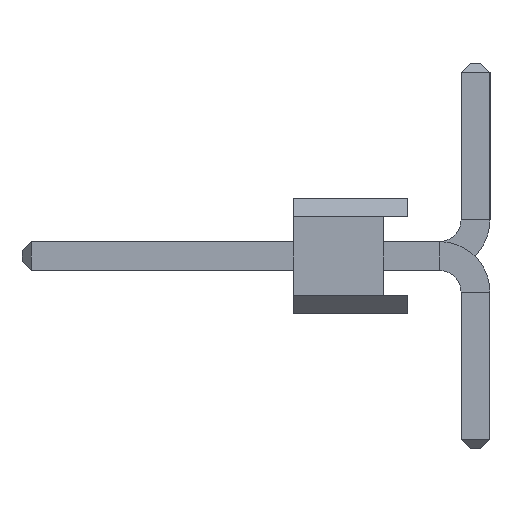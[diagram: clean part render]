
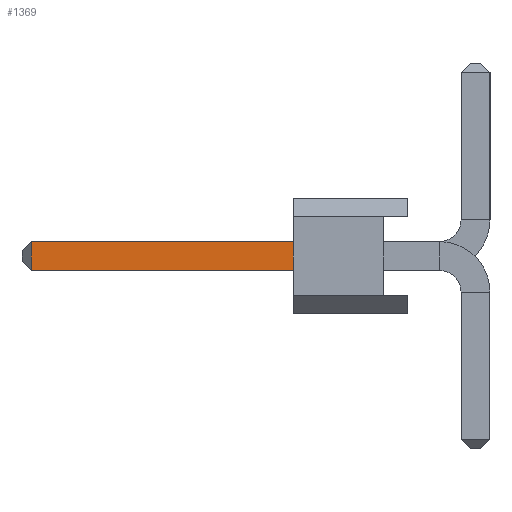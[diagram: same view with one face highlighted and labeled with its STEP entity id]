
A CAD part, left-side view. The second image highlights one B-rep face of the part: STEP entity #1369.
In plain terms, the highlighted planar face has unit normal (-1, 0, 0).
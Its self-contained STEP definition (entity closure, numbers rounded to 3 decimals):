
#34 = EDGE_CURVE ( 'NONE', #897, #1415, #55, .T. ) ;
#55 = LINE ( 'NONE', #331, #1515 ) ;
#80 = DIRECTION ( 'NONE',  ( 0., 1., 0. ) ) ;
#82 = CARTESIAN_POINT ( 'NONE',  ( -0.32, -0.7, -0.32 ) ) ;
#141 = FACE_OUTER_BOUND ( 'NONE', #479, .T. ) ;
#178 = EDGE_CURVE ( 'NONE', #1415, #879, #201, .T. ) ;
#201 = LINE ( 'NONE', #82, #1254 ) ;
#247 = CARTESIAN_POINT ( 'NONE',  ( -0.32, 2.54, 0.32 ) ) ;
#331 = CARTESIAN_POINT ( 'NONE',  ( -0.32, 2.54, 0. ) ) ;
#465 = PLANE ( 'NONE',  #1571 ) ;
#479 = EDGE_LOOP ( 'NONE', ( #1007, #1476, #1365, #1778 ) ) ;
#617 = CARTESIAN_POINT ( 'NONE',  ( -0.32, 2.54, -0.32 ) ) ;
#797 = VERTEX_POINT ( 'NONE', #1695 ) ;
#845 = DIRECTION ( 'NONE',  ( 0., 0., -1. ) ) ;
#862 = EDGE_CURVE ( 'NONE', #797, #879, #884, .T. ) ;
#879 = VERTEX_POINT ( 'NONE', #1130 ) ;
#880 = DIRECTION ( 'NONE',  ( 0., 0., 1. ) ) ;
#884 = LINE ( 'NONE', #1714, #1427 ) ;
#897 = VERTEX_POINT ( 'NONE', #247 ) ;
#1007 = ORIENTED_EDGE ( 'NONE', *, *, #1689, .T. ) ;
#1130 = CARTESIAN_POINT ( 'NONE',  ( -0.32, 8.34, -0.32 ) ) ;
#1227 = DIRECTION ( 'NONE',  ( 0., 1., 0. ) ) ;
#1254 = VECTOR ( 'NONE', #1227, 1000. ) ;
#1333 = LINE ( 'NONE', #1794, #1421 ) ;
#1365 = ORIENTED_EDGE ( 'NONE', *, *, #178, .F. ) ;
#1369 = ADVANCED_FACE ( 'NONE', ( #141 ), #465, .T. ) ;
#1415 = VERTEX_POINT ( 'NONE', #617 ) ;
#1421 = VECTOR ( 'NONE', #80, 1000. ) ;
#1427 = VECTOR ( 'NONE', #845, 1000. ) ;
#1460 = DIRECTION ( 'NONE',  ( -1., 0., 0. ) ) ;
#1470 = CARTESIAN_POINT ( 'NONE',  ( -0.32, -0.7, -0.32 ) ) ;
#1476 = ORIENTED_EDGE ( 'NONE', *, *, #862, .T. ) ;
#1515 = VECTOR ( 'NONE', #1767, 1000. ) ;
#1571 = AXIS2_PLACEMENT_3D ( 'NONE', #1470, #1460, #880 ) ;
#1689 = EDGE_CURVE ( 'NONE', #897, #797, #1333, .T. ) ;
#1695 = CARTESIAN_POINT ( 'NONE',  ( -0.32, 8.34, 0.32 ) ) ;
#1714 = CARTESIAN_POINT ( 'NONE',  ( -0.32, 8.34, -0.32 ) ) ;
#1767 = DIRECTION ( 'NONE',  ( 0., 0., -1. ) ) ;
#1778 = ORIENTED_EDGE ( 'NONE', *, *, #34, .F. ) ;
#1794 = CARTESIAN_POINT ( 'NONE',  ( -0.32, -0.7, 0.32 ) ) ;
